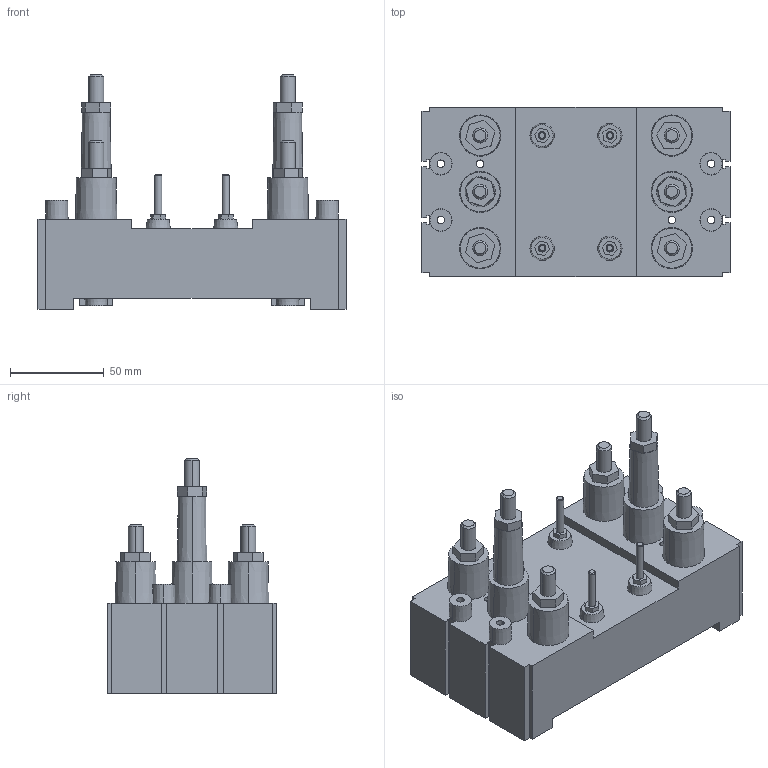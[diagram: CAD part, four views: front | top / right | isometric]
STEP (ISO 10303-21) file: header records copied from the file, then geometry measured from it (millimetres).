
FILE_DESCRIPTION (( 'STEP AP214' ), '1' );
FILE_NAME ('Ïàíåëü âòû÷íàÿ ÐÌ-99-1 ïåðåäíåãî ïðèñîåäèíåíèÿ ê ÂÀ-99 160À.STEP', '2018-08-23T13:16:30', ( '' ), ( '' ), 'SwSTEP 2.0', 'SolidWorks 2017', '' );
FILE_SCHEMA (( 'AUTOMOTIVE_DESIGN' ));
Length unit declared in the file: millimetre
Products named in the file (1): Ïàíåëü âòû÷íàÿ ÐÌ-99-1 ïåðåäíåãî ïðèñîåäèíåíèÿ ê ÂÀ-99 160À
Bounding box: 164 x 90 x 125 mm (x, y, z)
Volume: 655361.5 mm3; surface area: 93013.9 mm2
Topology: 5 solids, 5 shells, 368 faces, 872 edges, 560 vertices
Faces by surface type: plane 240, cone 76, cylinder 52
Entity records: 12779 total; most frequent: DIRECTION 1858, CARTESIAN_POINT 1801, ORIENTED_EDGE 1744, EDGE_CURVE 872, LINE 624, VECTOR 624, AXIS2_PLACEMENT_3D 617, VERTEX_POINT 560
